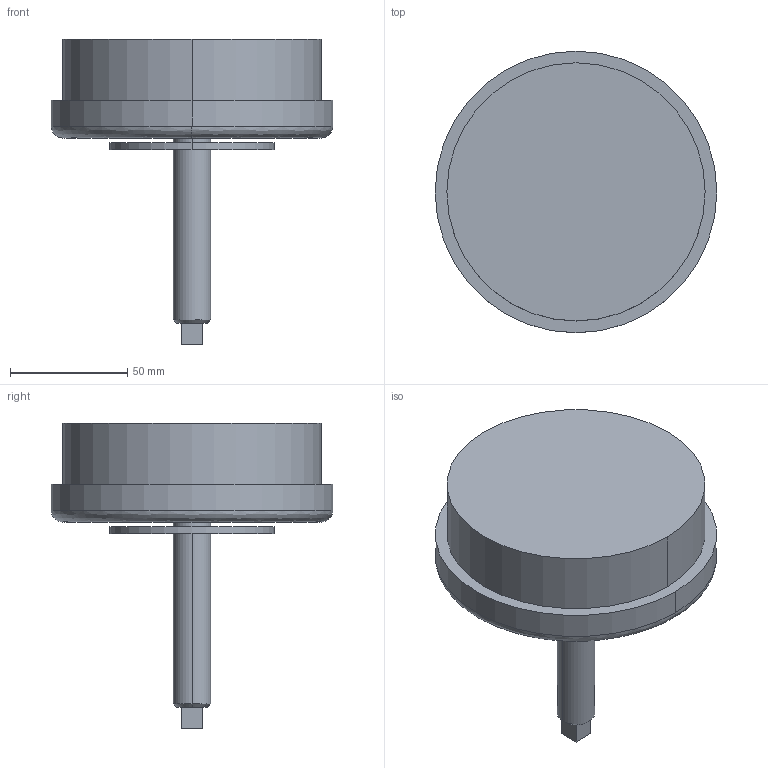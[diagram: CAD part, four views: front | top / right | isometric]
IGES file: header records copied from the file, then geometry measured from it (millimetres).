
Start section:  PTC IGES file: s070265306.igs
Global section: file name: s070265306.igs; native system: Pro/ENGINEER by Parametric Technology Corporation; preprocessor: 2005310; author: RCRU23; organization: Unknown; date: 070620.085543; units: millimetre
Bounding box: 120 x 120 x 130 mm (x, y, z)
Surface area: 48867.7 mm2 (no closed solid volume)
Topology: 0 solids, 0 shells, 25 faces, 100 edges, 100 vertices
Faces by surface type: revolution 14, bspline 11
